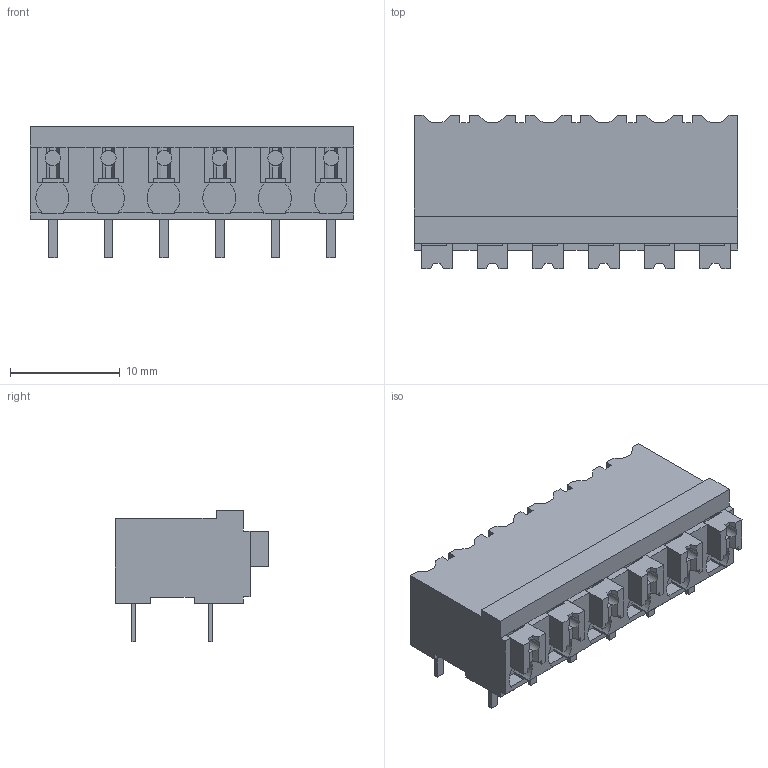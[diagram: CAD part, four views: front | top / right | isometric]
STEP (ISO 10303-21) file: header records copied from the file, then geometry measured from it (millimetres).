
FILE_DESCRIPTION(('CATIA V5 STEP Exchange','CAx-IF Rec.Pracs.--- Model Styling and Organization---1.2---2011-12-15'),'2;1');
FILE_NAME ('D1458162_0', '2018-03-15T09:37:42+00:00', ('none'), ('Weidmueller'), 'CATIA Version 5-6 Release 2014', 'CATIA V5 STEP AP214', 'none');
FILE_SCHEMA(('AUTOMOTIVE_DESIGN { 1 0 10303 214 1 1 1 1 }'));
Length unit declared in the file: millimetre
Products named in the file (1): 1876120000
Bounding box: 29.5 x 14 x 12 mm (x, y, z)
Volume: 2538.2 mm3; surface area: 2294.2 mm2
Topology: 19 solids, 19 shells, 508 faces, 1491 edges, 1015 vertices
Faces by surface type: plane 460, cylinder 48
Entity records: 15363 total; most frequent: ORIENTED_EDGE 2982, CARTESIAN_POINT 2901, DIRECTION 1925, EDGE_CURVE 1491, VECTOR 1365, LINE 1365, VERTEX_POINT 1015, EDGE_LOOP 514
